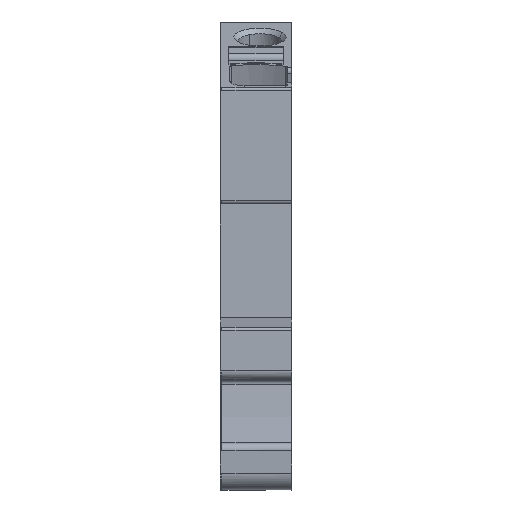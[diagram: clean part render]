
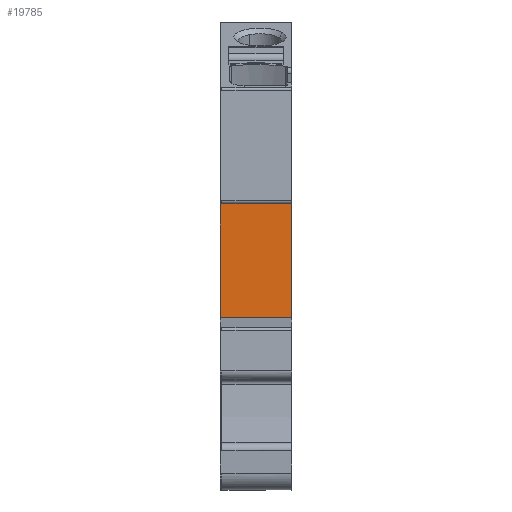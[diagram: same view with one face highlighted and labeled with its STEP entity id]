
A CAD part, front view. The second image highlights one B-rep face of the part: STEP entity #19785.
In plain terms, the highlighted planar face has unit normal (0, -1, 0).
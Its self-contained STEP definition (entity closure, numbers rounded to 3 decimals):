
#19772=AXIS2_PLACEMENT_3D('Plane Axis2P3D',#19769,#19770,#19771) ;
#13033=CARTESIAN_POINT('Vertex',(0.,12.766,19.45)) ;
#13036=CARTESIAN_POINT('Line Origine',(0.,12.766,25.875)) ;
#13040=CARTESIAN_POINT('Vertex',(0.,12.766,32.3)) ;
#16509=CARTESIAN_POINT('Vertex',(8.05,12.766,32.3)) ;
#16512=CARTESIAN_POINT('Line Origine',(8.05,12.766,25.875)) ;
#16516=CARTESIAN_POINT('Vertex',(8.05,12.766,19.45)) ;
#19756=CARTESIAN_POINT('Line Origine',(4.025,12.766,19.45)) ;
#19769=CARTESIAN_POINT('Axis2P3D Location',(0.,12.766,32.3)) ;
#19774=CARTESIAN_POINT('Line Origine',(4.025,12.766,32.3)) ;
#13037=DIRECTION('Vector Direction',(0.,0.,-1.)) ;
#16513=DIRECTION('Vector Direction',(0.,0.,1.)) ;
#19757=DIRECTION('Vector Direction',(1.,0.,0.)) ;
#19770=DIRECTION('Axis2P3D Direction',(0.,-1.,0.)) ;
#19771=DIRECTION('Axis2P3D XDirection',(0.,0.,-1.)) ;
#19775=DIRECTION('Vector Direction',(1.,0.,0.)) ;
#13038=VECTOR('Line Direction',#13037,1.) ;
#16514=VECTOR('Line Direction',#16513,1.) ;
#19758=VECTOR('Line Direction',#19757,1.) ;
#19776=VECTOR('Line Direction',#19775,1.) ;
#19780=ORIENTED_EDGE('',*,*,#19778,.F.) ;
#19781=ORIENTED_EDGE('',*,*,#13042,.F.) ;
#19782=ORIENTED_EDGE('',*,*,#19760,.T.) ;
#19783=ORIENTED_EDGE('',*,*,#16518,.F.) ;
#19785=ADVANCED_FACE('MLD_AITB_6_BB_2C_PE',(#19784),#19773,.T.) ;
#13042=EDGE_CURVE('',#13034,#13041,#13039,.F.) ;
#16518=EDGE_CURVE('',#16510,#16517,#16515,.F.) ;
#19760=EDGE_CURVE('',#13034,#16517,#19759,.T.) ;
#19778=EDGE_CURVE('',#13041,#16510,#19777,.T.) ;
#19779=EDGE_LOOP('',(#19780,#19781,#19782,#19783)) ;
#19784=FACE_OUTER_BOUND('',#19779,.T.) ;
#13039=LINE('Line',#13036,#13038) ;
#16515=LINE('Line',#16512,#16514) ;
#19759=LINE('Line',#19756,#19758) ;
#19777=LINE('Line',#19774,#19776) ;
#19773=PLANE('',#19772) ;
#13034=VERTEX_POINT('',#13033) ;
#13041=VERTEX_POINT('',#13040) ;
#16510=VERTEX_POINT('',#16509) ;
#16517=VERTEX_POINT('',#16516) ;
